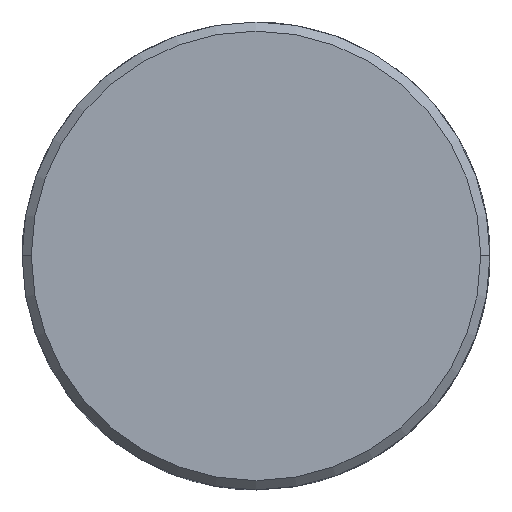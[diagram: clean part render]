
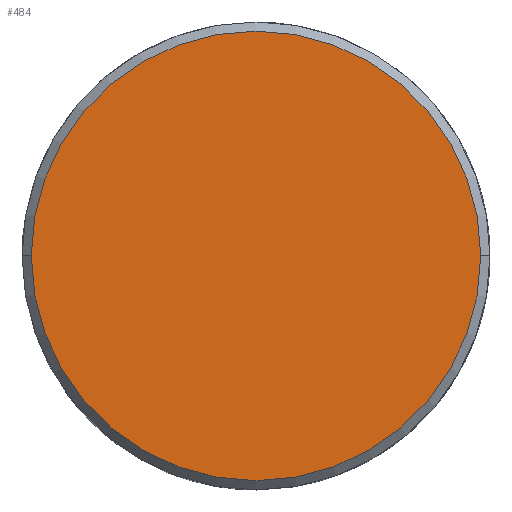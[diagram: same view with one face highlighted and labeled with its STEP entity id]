
A CAD part, top view. The second image highlights one B-rep face of the part: STEP entity #484.
In plain terms, the highlighted planar face has unit normal (0, 0, 1).
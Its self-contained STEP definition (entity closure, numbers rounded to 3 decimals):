
#93 = VERTEX_POINT ( 'NONE', #1017 ) ;
#107 = VERTEX_POINT ( 'NONE', #1066 ) ;
#114 = EDGE_CURVE ( 'NONE', #93, #107, #1103, .T. ) ;
#433 = ORIENTED_EDGE ( 'NONE', *, *, #480, .T. ) ;
#450 = EDGE_LOOP ( 'NONE', ( #433, #486 ) ) ;
#480 = EDGE_CURVE ( 'NONE', #107, #93, #2174, .T. ) ;
#484 = ADVANCED_FACE ( 'NONE', ( #2175 ), #2096, .T. ) ;
#486 = ORIENTED_EDGE ( 'NONE', *, *, #114, .T. ) ;
#1017 = CARTESIAN_POINT ( 'NONE',  ( 6.1, 0., 1.5 ) ) ;
#1059 = CARTESIAN_POINT ( 'NONE',  ( 0., 0., 1.5 ) ) ;
#1060 = AXIS2_PLACEMENT_3D ( 'NONE', #1059, #1102, #1101 ) ;
#1066 = CARTESIAN_POINT ( 'NONE',  ( -6.1, 0., 1.5 ) ) ;
#1101 = DIRECTION ( 'NONE',  ( 1., 0., 0. ) ) ;
#1102 = DIRECTION ( 'NONE',  ( 0., 0., 1. ) ) ;
#1103 = CIRCLE ( 'NONE', #1060, 6.1 ) ;
#2096 = PLANE ( 'NONE',  #2172 ) ;
#2162 = DIRECTION ( 'NONE',  ( 1., 0., 0. ) ) ;
#2163 = DIRECTION ( 'NONE',  ( 0., 0., 1. ) ) ;
#2166 = CARTESIAN_POINT ( 'NONE',  ( 0., 0., 1.5 ) ) ;
#2168 = DIRECTION ( 'NONE',  ( 1., 0., 0. ) ) ;
#2169 = DIRECTION ( 'NONE',  ( 0., 0., 1. ) ) ;
#2170 = CARTESIAN_POINT ( 'NONE',  ( 0., 0., 1.5 ) ) ;
#2171 = AXIS2_PLACEMENT_3D ( 'NONE', #2170, #2169, #2168 ) ;
#2172 = AXIS2_PLACEMENT_3D ( 'NONE', #2166, #2163, #2162 ) ;
#2174 = CIRCLE ( 'NONE', #2171, 6.1 ) ;
#2175 = FACE_OUTER_BOUND ( 'NONE', #450, .T. ) ;
